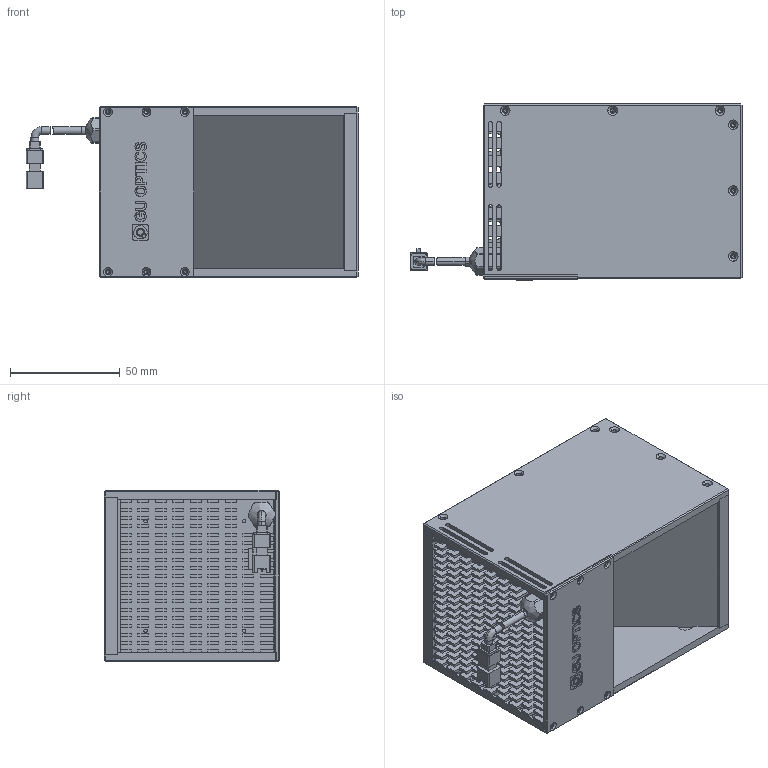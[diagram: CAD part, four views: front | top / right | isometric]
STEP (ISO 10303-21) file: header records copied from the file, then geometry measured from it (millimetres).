
FILE_DESCRIPTION (( 'STEP AP214' ), '1' );
FILE_NAME ('蓝色同轴光源 有效发光面 7271mm.STEP', '2019-01-31T06:54:00', ( 'user' ), ( '微软中国' ), 'SwSTEP 2.0', 'SolidWorks 2016', '' );
FILE_SCHEMA (( 'AUTOMOTIVE_DESIGN' ));
Length unit declared in the file: millimetre
Products named in the file (1): 蓝色同轴光源 有效发光面 7271mm
Bounding box: 151.44 x 80.2 x 78 mm (x, y, z)
Volume: 196585.8 mm3; surface area: 164599.5 mm2
Topology: 23 solids, 23 shells, 1600 faces, 4130 edges, 2686 vertices
Faces by surface type: plane 1165, cylinder 278, cone 95, bspline 62
Entity records: 65313 total; most frequent: CARTESIAN_POINT 9540, ORIENTED_EDGE 8152, DIRECTION 7651, EDGE_CURVE 4076, LINE 3323, VECTOR 3323, VERTEX_POINT 2685, AXIS2_PLACEMENT_3D 2164
